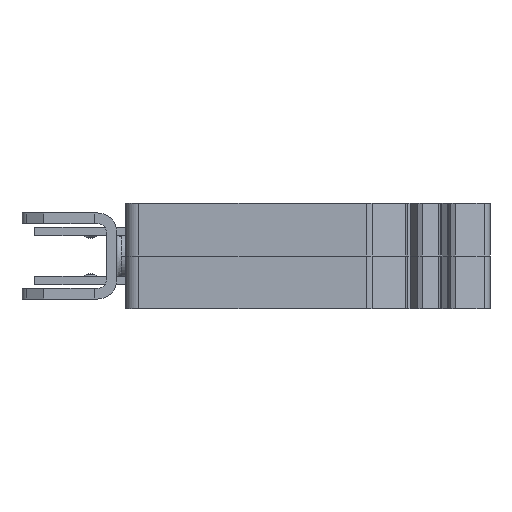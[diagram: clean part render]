
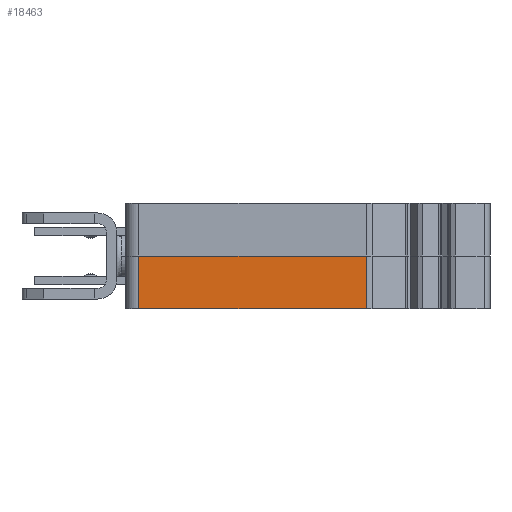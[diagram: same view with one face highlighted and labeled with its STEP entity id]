
A CAD part, left-side view. The second image highlights one B-rep face of the part: STEP entity #18463.
In plain terms, the highlighted planar face has unit normal (-1, 0, 0).
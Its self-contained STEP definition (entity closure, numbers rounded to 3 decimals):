
#16275=DIRECTION('',(0.,1.,0.));
#16276=VECTOR('',#16275,25.91);
#16277=CARTESIAN_POINT('',(-23.25,-42.21,0.));
#16278=LINE('',#16277,#16276);
#16811=DIRECTION('',(0.,0.,-1.));
#16812=VECTOR('',#16811,6.);
#16813=CARTESIAN_POINT('',(-23.25,-16.3,0.));
#16814=LINE('',#16813,#16812);
#16832=DIRECTION('',(0.,0.,1.));
#16833=VECTOR('',#16832,6.);
#16834=CARTESIAN_POINT('',(-23.25,-42.21,-6.));
#16835=LINE('',#16834,#16833);
#17174=DIRECTION('',(0.,-1.,0.));
#17175=VECTOR('',#17174,25.91);
#17176=CARTESIAN_POINT('',(-23.25,-16.3,-6.));
#17177=LINE('',#17176,#17175);
#17361=CARTESIAN_POINT('',(-23.25,-42.21,0.));
#17362=CARTESIAN_POINT('',(-23.25,-16.3,0.));
#17363=VERTEX_POINT('',#17361);
#17364=VERTEX_POINT('',#17362);
#17481=CARTESIAN_POINT('',(-23.25,-42.21,-6.));
#17482=VERTEX_POINT('',#17481);
#17483=CARTESIAN_POINT('',(-23.25,-16.3,-6.));
#17484=VERTEX_POINT('',#17483);
#18450=CARTESIAN_POINT('',(-23.25,-42.21,-6.));
#18451=DIRECTION('',(-1.,0.,0.));
#18452=DIRECTION('',(0.,-1.,0.));
#18453=AXIS2_PLACEMENT_3D('',#18450,#18451,#18452);
#18454=PLANE('',#18453);
#18455=ORIENTED_EDGE('',*,*,#17646,.F.);
#18457=ORIENTED_EDGE('',*,*,#18456,.F.);
#18459=ORIENTED_EDGE('',*,*,#18458,.F.);
#18460=ORIENTED_EDGE('',*,*,#18435,.F.);
#18461=EDGE_LOOP('',(#18455,#18457,#18459,#18460));
#18462=FACE_OUTER_BOUND('',#18461,.F.);
#17646=EDGE_CURVE('',#17363,#17364,#16278,.T.);
#18435=EDGE_CURVE('',#17364,#17484,#16814,.T.);
#18456=EDGE_CURVE('',#17482,#17363,#16835,.T.);
#18458=EDGE_CURVE('',#17484,#17482,#17177,.T.);
#18463=ADVANCED_FACE('',(#18462),#18454,.T.);
